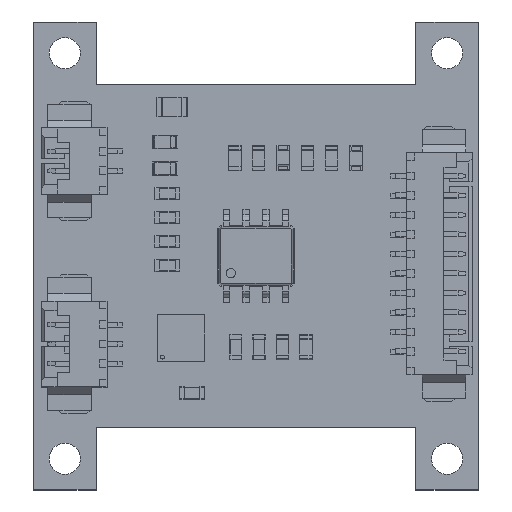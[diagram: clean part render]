
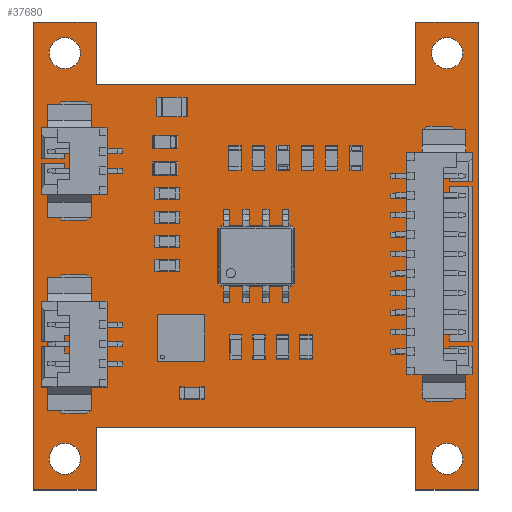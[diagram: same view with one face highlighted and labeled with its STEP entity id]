
A CAD part, top view. The second image highlights one B-rep face of the part: STEP entity #37680.
In plain terms, the highlighted planar face has unit normal (0, 0, 1).
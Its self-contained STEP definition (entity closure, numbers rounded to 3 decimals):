
#37389 = VERTEX_POINT('',#37390);
#37390 = CARTESIAN_POINT('',(-10.25,11.,1.6));
#37396 = EDGE_CURVE('',#37389,#37397,#37399,.T.);
#37397 = VERTEX_POINT('',#37398);
#37398 = CARTESIAN_POINT('',(10.25,11.,1.6));
#37399 = LINE('',#37400,#37401);
#37400 = CARTESIAN_POINT('',(-10.25,11.,1.6));
#37401 = VECTOR('',#37402,1.);
#37402 = DIRECTION('',(1.,0.,0.));
#37429 = VERTEX_POINT('',#37430);
#37430 = CARTESIAN_POINT('',(-10.25,15.,1.6));
#37436 = EDGE_CURVE('',#37429,#37389,#37437,.T.);
#37437 = LINE('',#37438,#37439);
#37438 = CARTESIAN_POINT('',(-10.25,15.,1.6));
#37439 = VECTOR('',#37440,1.);
#37440 = DIRECTION('',(0.,-1.,0.));
#37458 = EDGE_CURVE('',#37397,#37459,#37461,.T.);
#37459 = VERTEX_POINT('',#37460);
#37460 = CARTESIAN_POINT('',(10.25,15.,1.6));
#37461 = LINE('',#37462,#37463);
#37462 = CARTESIAN_POINT('',(10.25,11.,1.6));
#37463 = VECTOR('',#37464,1.);
#37464 = DIRECTION('',(0.,1.,0.));
#37680 = ADVANCED_FACE('',(#37681,#37772,#37783,#37794,#37805,#37816,
    #37827,#37838,#37849,#37860),#37871,.F.);
#37681 = FACE_BOUND('',#37682,.F.);
#37682 = EDGE_LOOP('',(#37683,#37684,#37685,#37693,#37701,#37709,#37717,
    #37725,#37733,#37741,#37749,#37757,#37765,#37771));
#37683 = ORIENTED_EDGE('',*,*,#37396,.T.);
#37684 = ORIENTED_EDGE('',*,*,#37458,.T.);
#37685 = ORIENTED_EDGE('',*,*,#37686,.T.);
#37686 = EDGE_CURVE('',#37459,#37687,#37689,.T.);
#37687 = VERTEX_POINT('',#37688);
#37688 = CARTESIAN_POINT('',(14.25,15.,1.6));
#37689 = LINE('',#37690,#37691);
#37690 = CARTESIAN_POINT('',(10.25,15.,1.6));
#37691 = VECTOR('',#37692,1.);
#37692 = DIRECTION('',(1.,0.,0.));
#37693 = ORIENTED_EDGE('',*,*,#37694,.T.);
#37694 = EDGE_CURVE('',#37687,#37695,#37697,.T.);
#37695 = VERTEX_POINT('',#37696);
#37696 = CARTESIAN_POINT('',(14.25,11.,1.6));
#37697 = LINE('',#37698,#37699);
#37698 = CARTESIAN_POINT('',(14.25,15.,1.6));
#37699 = VECTOR('',#37700,1.);
#37700 = DIRECTION('',(0.,-1.,0.));
#37701 = ORIENTED_EDGE('',*,*,#37702,.T.);
#37702 = EDGE_CURVE('',#37695,#37703,#37705,.T.);
#37703 = VERTEX_POINT('',#37704);
#37704 = CARTESIAN_POINT('',(14.25,-11.,1.6));
#37705 = LINE('',#37706,#37707);
#37706 = CARTESIAN_POINT('',(14.25,11.,1.6));
#37707 = VECTOR('',#37708,1.);
#37708 = DIRECTION('',(0.,-1.,0.));
#37709 = ORIENTED_EDGE('',*,*,#37710,.T.);
#37710 = EDGE_CURVE('',#37703,#37711,#37713,.T.);
#37711 = VERTEX_POINT('',#37712);
#37712 = CARTESIAN_POINT('',(14.25,-15.,1.6));
#37713 = LINE('',#37714,#37715);
#37714 = CARTESIAN_POINT('',(14.25,-11.,1.6));
#37715 = VECTOR('',#37716,1.);
#37716 = DIRECTION('',(0.,-1.,0.));
#37717 = ORIENTED_EDGE('',*,*,#37718,.T.);
#37718 = EDGE_CURVE('',#37711,#37719,#37721,.T.);
#37719 = VERTEX_POINT('',#37720);
#37720 = CARTESIAN_POINT('',(10.25,-15.,1.6));
#37721 = LINE('',#37722,#37723);
#37722 = CARTESIAN_POINT('',(14.25,-15.,1.6));
#37723 = VECTOR('',#37724,1.);
#37724 = DIRECTION('',(-1.,0.,0.));
#37725 = ORIENTED_EDGE('',*,*,#37726,.T.);
#37726 = EDGE_CURVE('',#37719,#37727,#37729,.T.);
#37727 = VERTEX_POINT('',#37728);
#37728 = CARTESIAN_POINT('',(10.25,-11.,1.6));
#37729 = LINE('',#37730,#37731);
#37730 = CARTESIAN_POINT('',(10.25,-15.,1.6));
#37731 = VECTOR('',#37732,1.);
#37732 = DIRECTION('',(0.,1.,0.));
#37733 = ORIENTED_EDGE('',*,*,#37734,.T.);
#37734 = EDGE_CURVE('',#37727,#37735,#37737,.T.);
#37735 = VERTEX_POINT('',#37736);
#37736 = CARTESIAN_POINT('',(-10.25,-11.,1.6));
#37737 = LINE('',#37738,#37739);
#37738 = CARTESIAN_POINT('',(10.25,-11.,1.6));
#37739 = VECTOR('',#37740,1.);
#37740 = DIRECTION('',(-1.,0.,0.));
#37741 = ORIENTED_EDGE('',*,*,#37742,.T.);
#37742 = EDGE_CURVE('',#37735,#37743,#37745,.T.);
#37743 = VERTEX_POINT('',#37744);
#37744 = CARTESIAN_POINT('',(-10.25,-15.,1.6));
#37745 = LINE('',#37746,#37747);
#37746 = CARTESIAN_POINT('',(-10.25,-11.,1.6));
#37747 = VECTOR('',#37748,1.);
#37748 = DIRECTION('',(0.,-1.,0.));
#37749 = ORIENTED_EDGE('',*,*,#37750,.T.);
#37750 = EDGE_CURVE('',#37743,#37751,#37753,.T.);
#37751 = VERTEX_POINT('',#37752);
#37752 = CARTESIAN_POINT('',(-14.25,-15.,1.6));
#37753 = LINE('',#37754,#37755);
#37754 = CARTESIAN_POINT('',(-10.25,-15.,1.6));
#37755 = VECTOR('',#37756,1.);
#37756 = DIRECTION('',(-1.,0.,0.));
#37757 = ORIENTED_EDGE('',*,*,#37758,.T.);
#37758 = EDGE_CURVE('',#37751,#37759,#37761,.T.);
#37759 = VERTEX_POINT('',#37760);
#37760 = CARTESIAN_POINT('',(-14.25,15.,1.6));
#37761 = LINE('',#37762,#37763);
#37762 = CARTESIAN_POINT('',(-14.25,-15.,1.6));
#37763 = VECTOR('',#37764,1.);
#37764 = DIRECTION('',(0.,1.,0.));
#37765 = ORIENTED_EDGE('',*,*,#37766,.T.);
#37766 = EDGE_CURVE('',#37759,#37429,#37767,.T.);
#37767 = LINE('',#37768,#37769);
#37768 = CARTESIAN_POINT('',(-14.25,15.,1.6));
#37769 = VECTOR('',#37770,1.);
#37770 = DIRECTION('',(1.,0.,0.));
#37771 = ORIENTED_EDGE('',*,*,#37436,.T.);
#37772 = FACE_BOUND('',#37773,.F.);
#37773 = EDGE_LOOP('',(#37774));
#37774 = ORIENTED_EDGE('',*,*,#37775,.T.);
#37775 = EDGE_CURVE('',#37776,#37776,#37778,.T.);
#37776 = VERTEX_POINT('',#37777);
#37777 = CARTESIAN_POINT('',(13.25,-13.,1.6));
#37778 = CIRCLE('',#37779,1.);
#37779 = AXIS2_PLACEMENT_3D('',#37780,#37781,#37782);
#37780 = CARTESIAN_POINT('',(12.25,-13.,1.6));
#37781 = DIRECTION('',(0.,0.,1.));
#37782 = DIRECTION('',(1.,0.,-0.));
#37783 = FACE_BOUND('',#37784,.F.);
#37784 = EDGE_LOOP('',(#37785));
#37785 = ORIENTED_EDGE('',*,*,#37786,.T.);
#37786 = EDGE_CURVE('',#37787,#37787,#37789,.T.);
#37787 = VERTEX_POINT('',#37788);
#37788 = CARTESIAN_POINT('',(-11.25,-13.,1.6));
#37789 = CIRCLE('',#37790,1.);
#37790 = AXIS2_PLACEMENT_3D('',#37791,#37792,#37793);
#37791 = CARTESIAN_POINT('',(-12.25,-13.,1.6));
#37792 = DIRECTION('',(0.,0.,1.));
#37793 = DIRECTION('',(1.,0.,-0.));
#37794 = FACE_BOUND('',#37795,.F.);
#37795 = EDGE_LOOP('',(#37796));
#37796 = ORIENTED_EDGE('',*,*,#37797,.F.);
#37797 = EDGE_CURVE('',#37798,#37798,#37800,.T.);
#37798 = VERTEX_POINT('',#37799);
#37799 = CARTESIAN_POINT('',(-4.3,-5.915,1.6));
#37800 = CIRCLE('',#37801,0.15);
#37801 = AXIS2_PLACEMENT_3D('',#37802,#37803,#37804);
#37802 = CARTESIAN_POINT('',(-4.3,-5.765,1.6));
#37803 = DIRECTION('',(-0.,0.,-1.));
#37804 = DIRECTION('',(0.,-1.,-0.));
#37805 = FACE_BOUND('',#37806,.F.);
#37806 = EDGE_LOOP('',(#37807));
#37807 = ORIENTED_EDGE('',*,*,#37808,.F.);
#37808 = EDGE_CURVE('',#37809,#37809,#37811,.T.);
#37809 = VERTEX_POINT('',#37810);
#37810 = CARTESIAN_POINT('',(-4.8,-5.415,1.6));
#37811 = CIRCLE('',#37812,0.15);
#37812 = AXIS2_PLACEMENT_3D('',#37813,#37814,#37815);
#37813 = CARTESIAN_POINT('',(-4.8,-5.265,1.6));
#37814 = DIRECTION('',(-0.,0.,-1.));
#37815 = DIRECTION('',(0.,-1.,-0.));
#37816 = FACE_BOUND('',#37817,.F.);
#37817 = EDGE_LOOP('',(#37818));
#37818 = ORIENTED_EDGE('',*,*,#37819,.F.);
#37819 = EDGE_CURVE('',#37820,#37820,#37822,.T.);
#37820 = VERTEX_POINT('',#37821);
#37821 = CARTESIAN_POINT('',(-5.3,-5.915,1.6));
#37822 = CIRCLE('',#37823,0.15);
#37823 = AXIS2_PLACEMENT_3D('',#37824,#37825,#37826);
#37824 = CARTESIAN_POINT('',(-5.3,-5.765,1.6));
#37825 = DIRECTION('',(-0.,0.,-1.));
#37826 = DIRECTION('',(0.,-1.,-0.));
#37827 = FACE_BOUND('',#37828,.F.);
#37828 = EDGE_LOOP('',(#37829));
#37829 = ORIENTED_EDGE('',*,*,#37830,.F.);
#37830 = EDGE_CURVE('',#37831,#37831,#37833,.T.);
#37831 = VERTEX_POINT('',#37832);
#37832 = CARTESIAN_POINT('',(-4.3,-4.915,1.6));
#37833 = CIRCLE('',#37834,0.15);
#37834 = AXIS2_PLACEMENT_3D('',#37835,#37836,#37837);
#37835 = CARTESIAN_POINT('',(-4.3,-4.765,1.6));
#37836 = DIRECTION('',(-0.,0.,-1.));
#37837 = DIRECTION('',(0.,-1.,-0.));
#37838 = FACE_BOUND('',#37839,.F.);
#37839 = EDGE_LOOP('',(#37840));
#37840 = ORIENTED_EDGE('',*,*,#37841,.F.);
#37841 = EDGE_CURVE('',#37842,#37842,#37844,.T.);
#37842 = VERTEX_POINT('',#37843);
#37843 = CARTESIAN_POINT('',(-5.3,-4.915,1.6));
#37844 = CIRCLE('',#37845,0.15);
#37845 = AXIS2_PLACEMENT_3D('',#37846,#37847,#37848);
#37846 = CARTESIAN_POINT('',(-5.3,-4.765,1.6));
#37847 = DIRECTION('',(-0.,0.,-1.));
#37848 = DIRECTION('',(0.,-1.,-0.));
#37849 = FACE_BOUND('',#37850,.F.);
#37850 = EDGE_LOOP('',(#37851));
#37851 = ORIENTED_EDGE('',*,*,#37852,.T.);
#37852 = EDGE_CURVE('',#37853,#37853,#37855,.T.);
#37853 = VERTEX_POINT('',#37854);
#37854 = CARTESIAN_POINT('',(13.25,13.,1.6));
#37855 = CIRCLE('',#37856,1.);
#37856 = AXIS2_PLACEMENT_3D('',#37857,#37858,#37859);
#37857 = CARTESIAN_POINT('',(12.25,13.,1.6));
#37858 = DIRECTION('',(0.,0.,1.));
#37859 = DIRECTION('',(1.,0.,-0.));
#37860 = FACE_BOUND('',#37861,.F.);
#37861 = EDGE_LOOP('',(#37862));
#37862 = ORIENTED_EDGE('',*,*,#37863,.T.);
#37863 = EDGE_CURVE('',#37864,#37864,#37866,.T.);
#37864 = VERTEX_POINT('',#37865);
#37865 = CARTESIAN_POINT('',(-11.25,13.,1.6));
#37866 = CIRCLE('',#37867,1.);
#37867 = AXIS2_PLACEMENT_3D('',#37868,#37869,#37870);
#37868 = CARTESIAN_POINT('',(-12.25,13.,1.6));
#37869 = DIRECTION('',(0.,0.,1.));
#37870 = DIRECTION('',(1.,0.,-0.));
#37871 = PLANE('',#37872);
#37872 = AXIS2_PLACEMENT_3D('',#37873,#37874,#37875);
#37873 = CARTESIAN_POINT('',(0.,0.,1.6));
#37874 = DIRECTION('',(-0.,-0.,-1.));
#37875 = DIRECTION('',(-1.,0.,0.));
